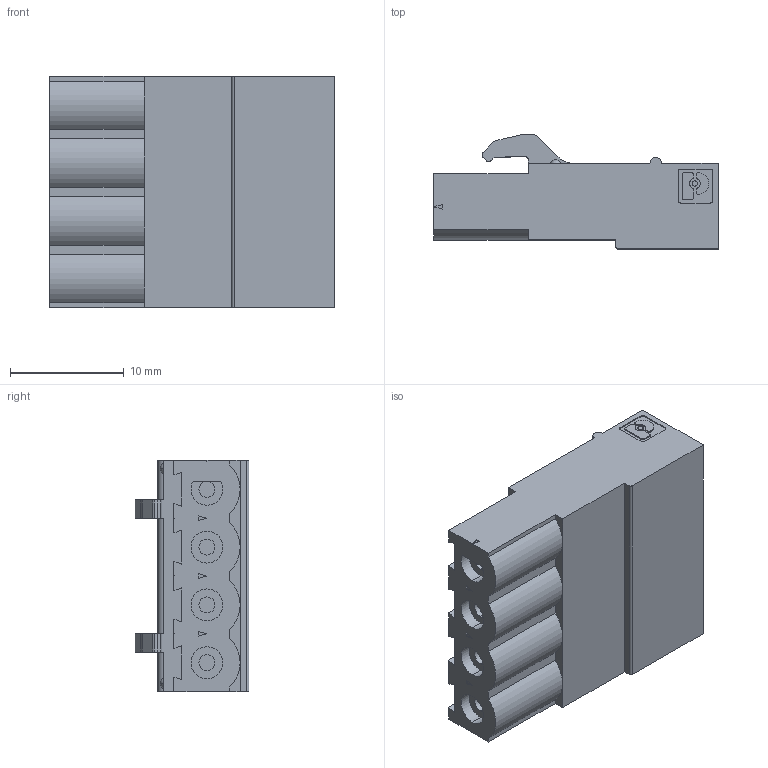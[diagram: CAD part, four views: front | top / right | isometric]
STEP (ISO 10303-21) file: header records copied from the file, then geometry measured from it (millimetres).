
FILE_DESCRIPTION(('SolidDesigner STEP Export'),'1');
FILE_NAME('mstbc_2.5-4-st-5.08.stp','2000-07-07T12:32:56',(''),(''), 'SolidDesigner STEP processor Version: 7.0(Mar 1999)for AP214(CD)(Solid Model)', 'CoCreate SolidDesigner: 07.50 21-Dec-99(C) CoCreate Software GmbH','');
FILE_SCHEMA(('AUTOMOTIVE_DESIGN_CC2 {1 2 10303 214 -1 1 5 1}'));
Length unit declared in the file: millimetre
Products named in the file (2): mstbc_2.5-4-st-5.08
Assembly tree (1 placements, depth 2):
  mstbc_2.5-4-st-5.08
    mstbc_2.5-4-st-5.08
Bounding box: 25 x 10 x 20.32 mm (x, y, z)
Volume: 2614.8 mm3; surface area: 2419.1 mm2
Topology: 1 solids, 1 shells, 207 faces, 551 edges, 369 vertices
Faces by surface type: plane 145, cylinder 58, sphere 4
Entity records: 7834 total; most frequent: ORIENTED_EDGE 1102, CARTESIAN_POINT 1066, DIRECTION 986, EDGE_CURVE 551, VECTOR 408, LINE 408, VERTEX_POINT 369, AXIS2_PLACEMENT_3D 289
